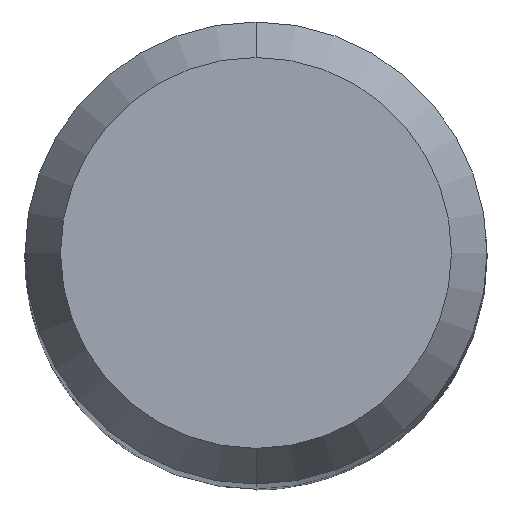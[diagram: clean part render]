
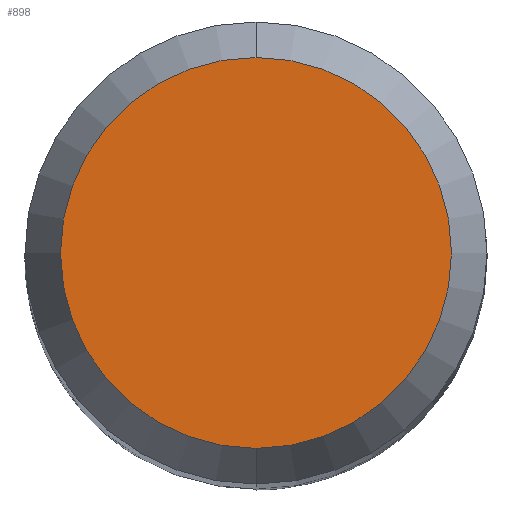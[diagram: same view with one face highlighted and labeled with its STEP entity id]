
A CAD part, top view. The second image highlights one B-rep face of the part: STEP entity #898.
In plain terms, the highlighted planar face has unit normal (0, 0, 1).
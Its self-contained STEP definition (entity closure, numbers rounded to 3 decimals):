
#596=EDGE_CURVE('',#754,#848,#1270,.T.);
#754=VERTEX_POINT('',#1442);
#848=VERTEX_POINT('',#1549);
#898=ADVANCED_FACE('',(#1603),#1604,.T.);
#936=EDGE_CURVE('',#848,#754,#1645,.T.);
#1270=CIRCLE('',#2097,2.538);
#1442=CARTESIAN_POINT('',(0.,-2.538,0.0));
#1549=CARTESIAN_POINT('',(0.0,2.538,0.0));
#1603=FACE_OUTER_BOUND('',#2695,.T.);
#1604=PLANE('',#2696);
#1645=CIRCLE('',#2770,2.538);
#2097=AXIS2_PLACEMENT_3D('',#3118,#3119,#3120);
#2695=EDGE_LOOP('',(#3497,#3498));
#2696=AXIS2_PLACEMENT_3D('',#3499,#3500,#3501);
#2770=AXIS2_PLACEMENT_3D('',#3544,#3545,#3546);
#3118=CARTESIAN_POINT('',(0.0,0.0,0.0));
#3119=DIRECTION('',(0.0,0.0,-1.0));
#3120=DIRECTION('',(0.0,1.0,0.0));
#3497=ORIENTED_EDGE('',*,*,#936,.F.);
#3498=ORIENTED_EDGE('',*,*,#596,.F.);
#3499=CARTESIAN_POINT('',(0.0,1.269,0.0));
#3500=DIRECTION('',(-0.0,0.0,1.0));
#3501=DIRECTION('',(0.0,-1.0,0.0));
#3544=CARTESIAN_POINT('',(0.0,0.0,0.0));
#3545=DIRECTION('',(0.0,0.0,-1.0));
#3546=DIRECTION('',(0.0,1.0,0.0));
